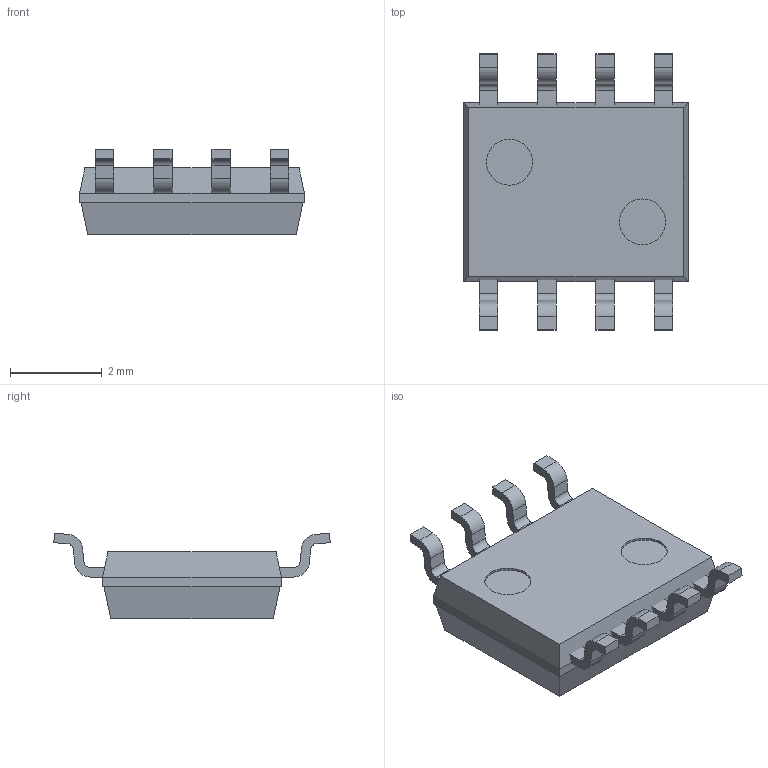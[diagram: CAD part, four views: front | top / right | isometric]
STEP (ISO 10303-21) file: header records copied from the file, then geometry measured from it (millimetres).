
FILE_DESCRIPTION(('STEP AP214'),'1');
FILE_NAME('SOP8(150mil)(12R)3D.stp','2025-11-25T07:29:29',(' '),(' '),'Spatial InterOp 3D',' ',' ');
FILE_SCHEMA(('AUTOMOTIVE_DESIGN { 1 0 10303 214 1 1 1 1 }'));
Length unit declared in the file: metre
Products named in the file (6): SOP8(150mil)(12R)3D; Component1; Component2; Component3; Component4; Component5
Assembly tree (5 placements, depth 2):
  SOP8(150mil)(12R)3D
    Component1
    Component2
    Component3
    Component4
    Component5
Bounding box: 4.9 x 6.02 x 1.85 mm (x, y, z)
Volume: 28.1 mm3; surface area: 93.7 mm2
Topology: 5 solids, 5 shells, 112 faces, 290 edges, 192 vertices
Faces by surface type: plane 74, cylinder 38
Entity records: 3586 total; most frequent: DIRECTION 602, CARTESIAN_POINT 600, ORIENTED_EDGE 580, EDGE_CURVE 290, LINE 214, VECTOR 214, AXIS2_PLACEMENT_3D 194, VERTEX_POINT 192
